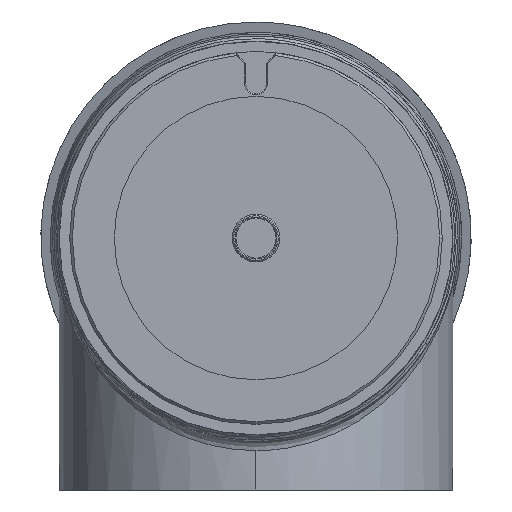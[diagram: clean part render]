
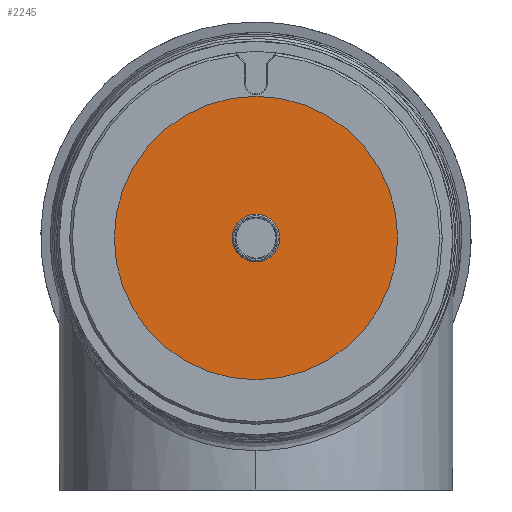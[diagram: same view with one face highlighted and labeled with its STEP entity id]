
A CAD part, left-side view. The second image highlights one B-rep face of the part: STEP entity #2245.
In plain terms, the highlighted planar face has unit normal (-1, 0, 0).
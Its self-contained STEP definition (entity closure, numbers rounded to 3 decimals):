
#503 = EDGE_CURVE ( 'NONE', #17138, #7657, #12084, .T. ) ;
#1103 = DIRECTION ( 'NONE',  ( 0., 1., 0. ) ) ;
#1325 = AXIS2_PLACEMENT_3D ( 'NONE', #6436, #3661, #14663 ) ;
#2245 = ADVANCED_FACE ( 'NONE', ( #15526, #11402 ), #16953, .T. ) ;
#2262 = CARTESIAN_POINT ( 'NONE',  ( -261.6, -27., 1482. ) ) ;
#2368 = AXIS2_PLACEMENT_3D ( 'NONE', #14647, #13211, #7848 ) ;
#2791 = ORIENTED_EDGE ( 'NONE', *, *, #10180, .T. ) ;
#3621 = CARTESIAN_POINT ( 'NONE',  ( -261.6, 0., 1482. ) ) ;
#3661 = DIRECTION ( 'NONE',  ( 1., 0., 0. ) ) ;
#4154 = CIRCLE ( 'NONE', #10723, 4.55 ) ;
#4224 = CARTESIAN_POINT ( 'NONE',  ( -261.6, 27., 1482. ) ) ;
#4427 = DIRECTION ( 'NONE',  ( -1., 0., 0. ) ) ;
#4697 = DIRECTION ( 'NONE',  ( 0., 0., 1. ) ) ;
#4874 = CARTESIAN_POINT ( 'NONE',  ( -261.6, 4.55, 1482. ) ) ;
#5069 = EDGE_CURVE ( 'NONE', #16256, #11696, #4154, .T. ) ;
#5241 = CARTESIAN_POINT ( 'NONE',  ( -261.6, 0., 1482. ) ) ;
#6436 = CARTESIAN_POINT ( 'NONE',  ( -261.6, 0., 1482. ) ) ;
#6571 = DIRECTION ( 'NONE',  ( 1., 0., 0. ) ) ;
#7288 = ORIENTED_EDGE ( 'NONE', *, *, #503, .F. ) ;
#7335 = ORIENTED_EDGE ( 'NONE', *, *, #5069, .T. ) ;
#7657 = VERTEX_POINT ( 'NONE', #4224 ) ;
#7848 = DIRECTION ( 'NONE',  ( 0., 1., 0. ) ) ;
#8023 = EDGE_CURVE ( 'NONE', #7657, #17138, #16735, .T. ) ;
#8699 = ORIENTED_EDGE ( 'NONE', *, *, #8023, .F. ) ;
#9459 = DIRECTION ( 'NONE',  ( 0., 1., 0. ) ) ;
#10180 = EDGE_CURVE ( 'NONE', #11696, #16256, #13031, .T. ) ;
#10704 = DIRECTION ( 'NONE',  ( 1., 0., 0. ) ) ;
#10723 = AXIS2_PLACEMENT_3D ( 'NONE', #3621, #6571, #1103 ) ;
#11402 = FACE_BOUND ( 'NONE', #14173, .T. ) ;
#11696 = VERTEX_POINT ( 'NONE', #4874 ) ;
#11894 = AXIS2_PLACEMENT_3D ( 'NONE', #5241, #10704, #9459 ) ;
#12084 = CIRCLE ( 'NONE', #2368, 27. ) ;
#13031 = CIRCLE ( 'NONE', #11894, 4.55 ) ;
#13211 = DIRECTION ( 'NONE',  ( 1., 0., 0. ) ) ;
#13572 = EDGE_LOOP ( 'NONE', ( #7288, #8699 ) ) ;
#14173 = EDGE_LOOP ( 'NONE', ( #7335, #2791 ) ) ;
#14647 = CARTESIAN_POINT ( 'NONE',  ( -261.6, 0., 1482. ) ) ;
#14663 = DIRECTION ( 'NONE',  ( 0., 1., 0. ) ) ;
#15526 = FACE_OUTER_BOUND ( 'NONE', #13572, .T. ) ;
#16256 = VERTEX_POINT ( 'NONE', #17147 ) ;
#16735 = CIRCLE ( 'NONE', #1325, 27. ) ;
#16785 = CARTESIAN_POINT ( 'NONE',  ( -261.6, 0., 1482. ) ) ;
#16953 = PLANE ( 'NONE',  #17269 ) ;
#17138 = VERTEX_POINT ( 'NONE', #2262 ) ;
#17147 = CARTESIAN_POINT ( 'NONE',  ( -261.6, -4.55, 1482. ) ) ;
#17269 = AXIS2_PLACEMENT_3D ( 'NONE', #16785, #4427, #4697 ) ;
